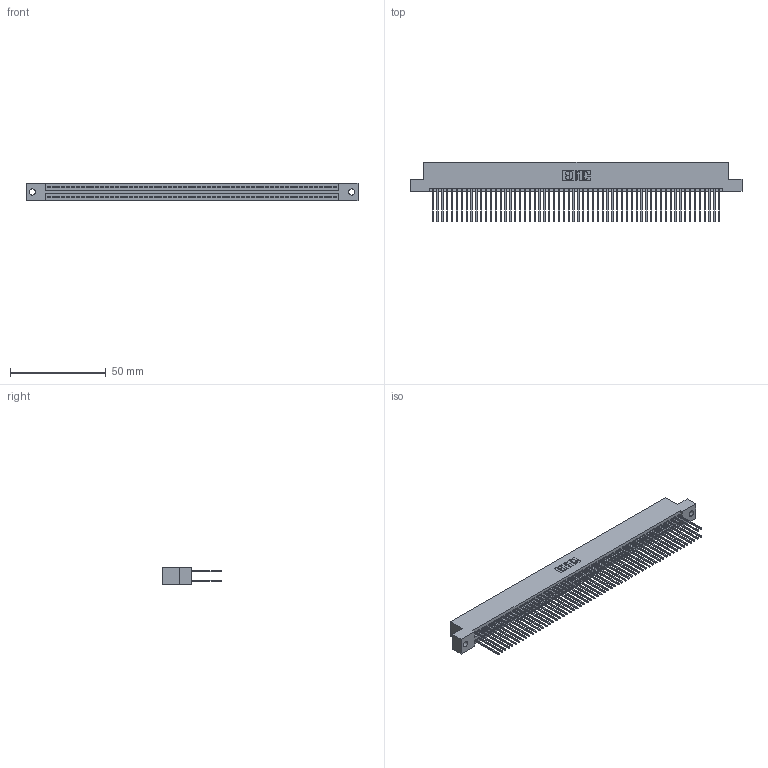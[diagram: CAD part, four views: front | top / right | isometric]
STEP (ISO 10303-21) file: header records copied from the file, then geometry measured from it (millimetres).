
FILE_DESCRIPTION (( 'STEP AP203' ), '1' );
FILE_NAME ('845-120-542-202.STEP', '2018-11-21T04:06:52', ( '' ), ( '' ), 'SwSTEP 2.0', 'SolidWorks 2016', '' );
FILE_SCHEMA (( 'CONFIG_CONTROL_DESIGN' ));
Length unit declared in the file: inch
Products named in the file (3): 845 Part_Flush Mounting Lugs - 0.128 Dia; 345-292-001_345-293-142; 845-120-542-202
Assembly tree (121 placements, depth 2):
  845-120-542-202
    845 Part_Flush Mounting Lugs - 0.128 Dia
    345-292-001_345-293-142  x120
Bounding box: 173.61 x 31.29 x 9.4 mm (x, y, z)
Volume: 17554.3 mm3; surface area: 28638.4 mm2
Topology: 121 solids, 121 shells, 6126 faces, 18221 edges, 11986 vertices
Faces by surface type: plane 4040, cylinder 2086
Entity records: 44675 total; most frequent: CARTESIAN_POINT 7472, ORIENTED_EDGE 7406, DIRECTION 6567, EDGE_CURVE 3703, LINE 3331, VECTOR 3331, VERTEX_POINT 2466, AXIS2_PLACEMENT_3D 1618
